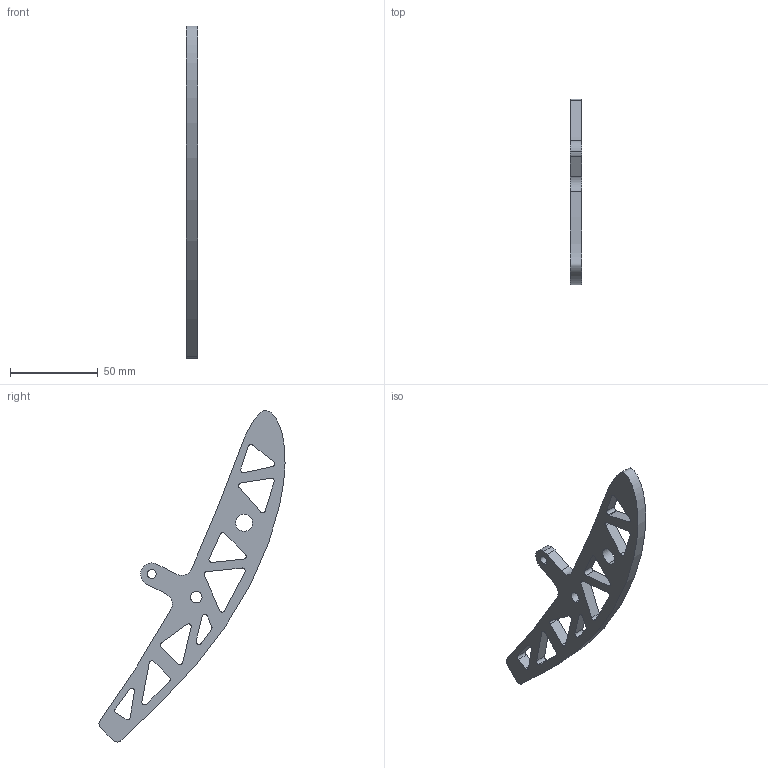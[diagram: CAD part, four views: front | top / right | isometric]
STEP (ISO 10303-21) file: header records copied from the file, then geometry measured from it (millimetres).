
FILE_DESCRIPTION (( 'STEP AP214' ), '1' );
FILE_NAME ('RW_SF_Insert.STEP', '2025-02-28T18:07:23', ( '' ), ( '' ), 'SwSTEP 2.0', 'SolidWorks 2024', '' );
FILE_SCHEMA (( 'AUTOMOTIVE_DESIGN' ));
Length unit declared in the file: inch
Products named in the file (1): RW_SF_Insert
Bounding box: 6.35 x 106.03 x 189.13 mm (x, y, z)
Volume: 26039.1 mm3; surface area: 15358 mm2
Topology: 1 solids, 1 shells, 75 faces, 219 edges, 146 vertices
Faces by surface type: cylinder 44, plane 29, bspline 2
Entity records: 2804 total; most frequent: CARTESIAN_POINT 667, DIRECTION 451, ORIENTED_EDGE 438, EDGE_CURVE 219, AXIS2_PLACEMENT_3D 162, VERTEX_POINT 146, LINE 127, VECTOR 127
